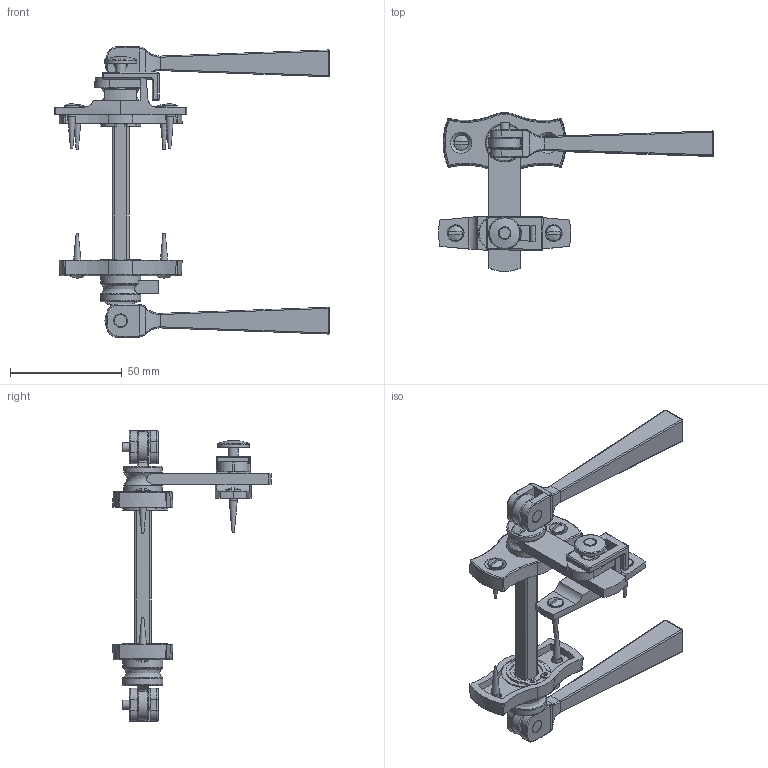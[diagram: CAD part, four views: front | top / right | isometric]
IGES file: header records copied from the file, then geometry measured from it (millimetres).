
Global section: file name: P4526; native system: Autodesk Inventor 2018; preprocessor: unknown; author: ashami; date: 20180716.103457; units: millimetre
Bounding box: 122.75 x 71 x 129.75 mm (x, y, z)
Volume: 49909.5 mm3; surface area: 34185.1 mm2
Topology: 25 solids, 25 shells, 561 faces, 1385 edges, 865 vertices
Faces by surface type: bspline 561
